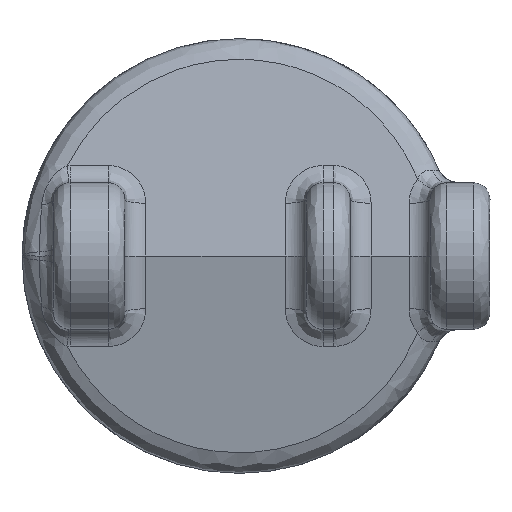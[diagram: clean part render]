
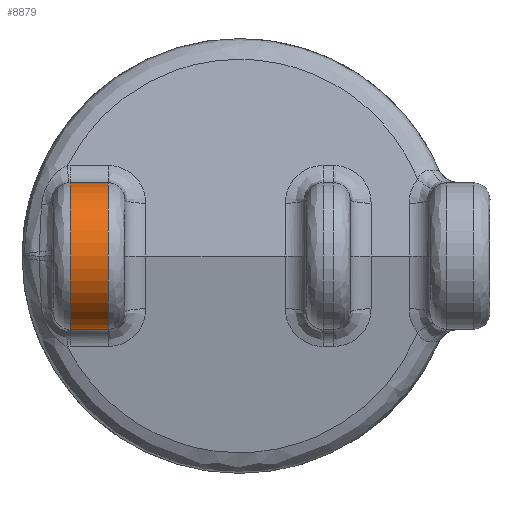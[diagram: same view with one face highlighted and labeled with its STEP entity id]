
A CAD part, front view. The second image highlights one B-rep face of the part: STEP entity #8879.
In plain terms, the highlighted cylindrical face has radius 17.5 mm (diameter 35 mm), a partial arc.
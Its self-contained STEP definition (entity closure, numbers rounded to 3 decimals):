
#2 = CARTESIAN_POINT ( 'NONE',  ( -31.4, -117., -17.5 ) ) ;
#4 = VERTEX_POINT ( 'NONE', #2 ) ;
#55 = VERTEX_POINT ( 'NONE', #305 ) ;
#152 = VERTEX_POINT ( 'NONE', #402 ) ;
#254 = VERTEX_POINT ( 'NONE', #10312 ) ;
#305 = CARTESIAN_POINT ( 'NONE',  ( -31.4, -117., 17.5 ) ) ;
#402 = CARTESIAN_POINT ( 'NONE',  ( -40.5, -117., -17.5 ) ) ;
#556 = AXIS2_PLACEMENT_3D ( 'NONE', #4006, #4007, #4008 ) ;
#564 = AXIS2_PLACEMENT_3D ( 'NONE', #4235, #4236, #4237 ) ;
#3648 = CIRCLE ( 'NONE', #556, 17.5 ) ;
#3652 = LINE ( 'NONE', #4014, #3653 ) ;
#3653 = VECTOR ( 'NONE', #4015, 1000. ) ;
#3661 = CIRCLE ( 'NONE', #564, 17.5 ) ;
#3663 = LINE ( 'NONE', #4243, #3664 ) ;
#3664 = VECTOR ( 'NONE', #4244, 1000. ) ;
#4006 = CARTESIAN_POINT ( 'NONE',  ( -40.5, -117., 0. ) ) ;
#4007 = DIRECTION ( 'NONE',  ( -1., 0., 0. ) ) ;
#4008 = DIRECTION ( 'NONE',  ( 0., 0.031, -1. ) ) ;
#4014 = CARTESIAN_POINT ( 'NONE',  ( 0., -117., 17.5 ) ) ;
#4015 = DIRECTION ( 'NONE',  ( 1., 0., 0. ) ) ;
#4235 = CARTESIAN_POINT ( 'NONE',  ( -31.4, -117., 0. ) ) ;
#4236 = DIRECTION ( 'NONE',  ( -1., 0., 0. ) ) ;
#4237 = DIRECTION ( 'NONE',  ( 0., 0., -1. ) ) ;
#4243 = CARTESIAN_POINT ( 'NONE',  ( 0., -117., -17.5 ) ) ;
#4244 = DIRECTION ( 'NONE',  ( 1., 0., 0. ) ) ;
#8879 = ADVANCED_FACE ( 'NONE', ( #9988 ), #9987, .T. ) ;
#9683 = ORIENTED_EDGE ( 'NONE', *, *, #12172, .T. ) ;
#9684 = ORIENTED_EDGE ( 'NONE', *, *, #12169, .T. ) ;
#9685 = ORIENTED_EDGE ( 'NONE', *, *, #12161, .F. ) ;
#9686 = ORIENTED_EDGE ( 'NONE', *, *, #12158, .F. ) ;
#9987 = CYLINDRICAL_SURFACE ( 'NONE', #12537, 17.5 ) ;
#9988 = FACE_OUTER_BOUND ( 'NONE', #12019, .T. ) ;
#10312 = CARTESIAN_POINT ( 'NONE',  ( -40.5, -117., 17.5 ) ) ;
#10417 = DIRECTION ( 'NONE',  ( 0., 0., -1. ) ) ;
#10456 = DIRECTION ( 'NONE',  ( 1., 0., 0. ) ) ;
#10457 = CARTESIAN_POINT ( 'NONE',  ( 100., -117., 0. ) ) ;
#12019 = EDGE_LOOP ( 'NONE', ( #9683, #9684, #9685, #9686 ) ) ;
#12158 = EDGE_CURVE ( 'NONE', #152, #254, #3648, .T. ) ;
#12161 = EDGE_CURVE ( 'NONE', #254, #55, #3652, .T. ) ;
#12169 = EDGE_CURVE ( 'NONE', #4, #55, #3661, .T. ) ;
#12172 = EDGE_CURVE ( 'NONE', #152, #4, #3663, .T. ) ;
#12537 = AXIS2_PLACEMENT_3D ( 'NONE', #10457, #10456, #10417 ) ;
